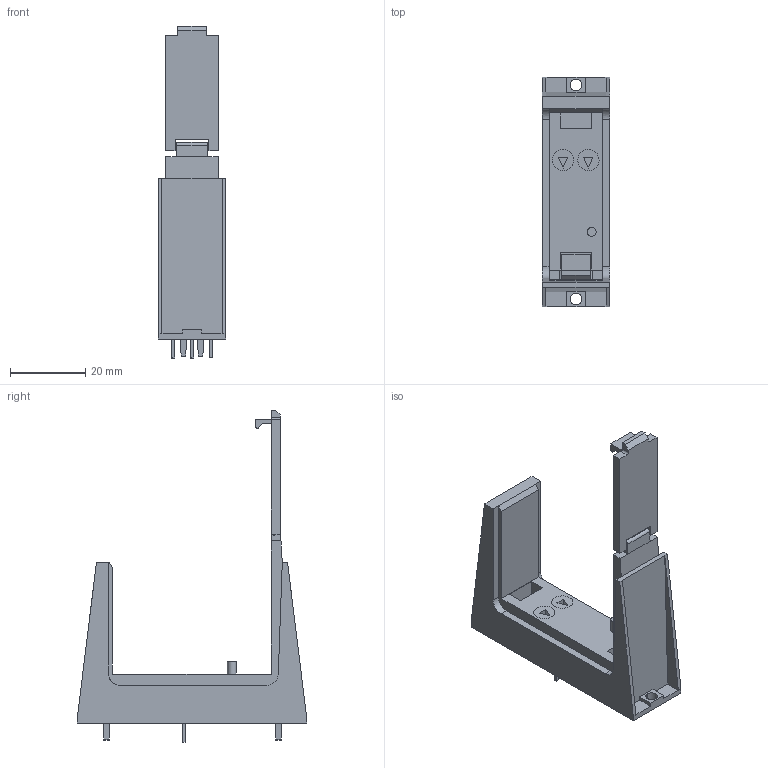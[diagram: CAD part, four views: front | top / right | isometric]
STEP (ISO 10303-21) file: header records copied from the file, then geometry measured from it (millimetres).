
FILE_DESCRIPTION(('CATIA V5 STEP Exchange','CAx-IF Rec.Pracs.--- Model Styling and Organization---1.4--- 2014-01-23'),'2;1');
FILE_NAME ('D1477032_0_2665770000_S3D_VPCB_PV_I-II_R_M_1000.stp','2021-03-10T12:55:14+00:00',('none'),('Weidmueller'),'CATIA Version 5-6 Release 2016 SP3 HF44','CATIA V5 STEP AP214','none');
FILE_SCHEMA(('AUTOMOTIVE_DESIGN { 1 0 10303 214 1 1 1 1 }'));
Length unit declared in the file: millimetre
Products named in the file (1): S3D_VPCB_PV_I-II_R_M_1000
Bounding box: 17.9 x 60.8 x 88 mm (x, y, z)
Volume: 17497.4 mm3; surface area: 10412.2 mm2
Topology: 12 solids, 13 shells, 191 faces, 528 edges, 366 vertices
Faces by surface type: plane 144, cylinder 45, bspline 1, torus 1
Entity records: 6511 total; most frequent: CARTESIAN_POINT 1628, ORIENTED_EDGE 1046, DIRECTION 776, EDGE_CURVE 523, VECTOR 400, LINE 400, VERTEX_POINT 363, AXIS2_PLACEMENT_3D 219
